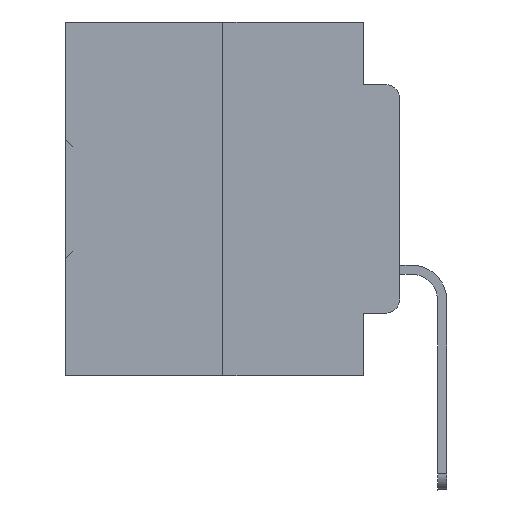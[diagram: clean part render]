
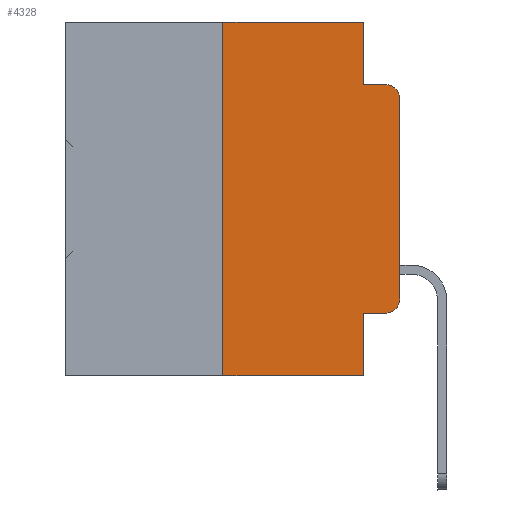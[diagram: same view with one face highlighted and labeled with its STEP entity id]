
A CAD part, left-side view. The second image highlights one B-rep face of the part: STEP entity #4328.
In plain terms, the highlighted planar face has unit normal (-1, 0, 0).
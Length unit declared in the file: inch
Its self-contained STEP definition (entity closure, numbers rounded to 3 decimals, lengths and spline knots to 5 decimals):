
#131 = CARTESIAN_POINT ( 'NONE',  ( 0., 0.02, -0.1085 ) ) ;
#490 = CARTESIAN_POINT ( 'NONE',  ( 0., 0.473, -0.5 ) ) ;
#494 = LINE ( 'NONE', #8866, #19584 ) ;
#1274 = VERTEX_POINT ( 'NONE', #2278 ) ;
#1311 = CARTESIAN_POINT ( 'NONE',  ( 0., 0.051, -0.0885 ) ) ;
#1399 = CARTESIAN_POINT ( 'NONE',  ( 0., 0.051, -0.4115 ) ) ;
#2278 = CARTESIAN_POINT ( 'NONE',  ( 0., 0.051, -0.5 ) ) ;
#2417 = AXIS2_PLACEMENT_3D ( 'NONE', #18313, #20755, #23189 ) ;
#2943 = CARTESIAN_POINT ( 'NONE',  ( 0., 0.051, 0. ) ) ;
#3105 = DIRECTION ( 'NONE',  ( 0., -1., 0. ) ) ;
#3125 = DIRECTION ( 'NONE',  ( 0., 0., -1. ) ) ;
#3278 = DIRECTION ( 'NONE',  ( 0., 0., -1. ) ) ;
#4328 = ADVANCED_FACE ( 'NONE', ( #11611 ), #34368, .F. ) ;
#4432 = VERTEX_POINT ( 'NONE', #15344 ) ;
#4889 = ORIENTED_EDGE ( 'NONE', *, *, #36360, .F. ) ;
#4941 = EDGE_CURVE ( 'NONE', #4432, #27579, #10553, .T. ) ;
#5671 = LINE ( 'NONE', #20242, #27415 ) ;
#6615 = DIRECTION ( 'NONE',  ( 0., -1., 0. ) ) ;
#6638 = CARTESIAN_POINT ( 'NONE',  ( 0., 0.25, 0. ) ) ;
#7151 = VERTEX_POINT ( 'NONE', #22594 ) ;
#7621 = DIRECTION ( 'NONE',  ( 1., 0., 0. ) ) ;
#8314 = LINE ( 'NONE', #490, #8873 ) ;
#8866 = CARTESIAN_POINT ( 'NONE',  ( 0., 0.473, 0. ) ) ;
#8873 = VECTOR ( 'NONE', #3105, 39.37008 ) ;
#8995 = ORIENTED_EDGE ( 'NONE', *, *, #29939, .F. ) ;
#10216 = ORIENTED_EDGE ( 'NONE', *, *, #28162, .T. ) ;
#10516 = DIRECTION ( 'NONE',  ( 0., -1., 0. ) ) ;
#10553 = CIRCLE ( 'NONE', #10583, 0.02 ) ;
#10583 = AXIS2_PLACEMENT_3D ( 'NONE', #131, #31256, #3278 ) ;
#10810 = EDGE_CURVE ( 'NONE', #26262, #15962, #494, .T. ) ;
#10919 = EDGE_CURVE ( 'NONE', #7151, #13695, #18740, .T. ) ;
#11501 = LINE ( 'NONE', #2943, #29625 ) ;
#11611 = FACE_OUTER_BOUND ( 'NONE', #22988, .T. ) ;
#12025 = VECTOR ( 'NONE', #23888, 39.37008 ) ;
#12516 = ORIENTED_EDGE ( 'NONE', *, *, #13701, .F. ) ;
#13695 = VERTEX_POINT ( 'NONE', #34624 ) ;
#13701 = EDGE_CURVE ( 'NONE', #15962, #22956, #11501, .T. ) ;
#13979 = VERTEX_POINT ( 'NONE', #15964 ) ;
#15344 = CARTESIAN_POINT ( 'NONE',  ( 0., 0., -0.1085 ) ) ;
#15683 = CARTESIAN_POINT ( 'NONE',  ( 0., 0.25, -0.5 ) ) ;
#15797 = EDGE_CURVE ( 'NONE', #18189, #1274, #8314, .T. ) ;
#15962 = VERTEX_POINT ( 'NONE', #18369 ) ;
#15964 = CARTESIAN_POINT ( 'NONE',  ( 0., 0., -0.3915 ) ) ;
#16768 = ORIENTED_EDGE ( 'NONE', *, *, #10810, .F. ) ;
#17271 = CARTESIAN_POINT ( 'NONE',  ( 0., 0.02, -0.0885 ) ) ;
#18189 = VERTEX_POINT ( 'NONE', #15683 ) ;
#18287 = AXIS2_PLACEMENT_3D ( 'NONE', #28794, #7621, #22195 ) ;
#18313 = CARTESIAN_POINT ( 'NONE',  ( 0., 0.02, -0.3915 ) ) ;
#18369 = CARTESIAN_POINT ( 'NONE',  ( 0., 0.051, 0. ) ) ;
#18740 = LINE ( 'NONE', #1399, #27343 ) ;
#19184 = CARTESIAN_POINT ( 'NONE',  ( 0., 0.051, -0.0885 ) ) ;
#19584 = VECTOR ( 'NONE', #6615, 39.37008 ) ;
#19692 = DIRECTION ( 'NONE',  ( 0., 0., -1. ) ) ;
#20242 = CARTESIAN_POINT ( 'NONE',  ( 0., 0.051, 0. ) ) ;
#20755 = DIRECTION ( 'NONE',  ( -1., 0., 0. ) ) ;
#20909 = LINE ( 'NONE', #1311, #12025 ) ;
#21789 = VECTOR ( 'NONE', #31353, 39.37008 ) ;
#22195 = DIRECTION ( 'NONE',  ( 0., 0., -1. ) ) ;
#22337 = LINE ( 'NONE', #25149, #28440 ) ;
#22594 = CARTESIAN_POINT ( 'NONE',  ( 0., 0.051, -0.4115 ) ) ;
#22956 = VERTEX_POINT ( 'NONE', #19184 ) ;
#22988 = EDGE_LOOP ( 'NONE', ( #27163, #34350, #8995, #12516, #16768, #4889, #31368, #30661, #29723, #10216 ) ) ;
#23162 = CARTESIAN_POINT ( 'NONE',  ( 0., 0., 0. ) ) ;
#23189 = DIRECTION ( 'NONE',  ( 0., 0., -1. ) ) ;
#23888 = DIRECTION ( 'NONE',  ( 0., -1., 0. ) ) ;
#24412 = DIRECTION ( 'NONE',  ( 0., 0., 1. ) ) ;
#25149 = CARTESIAN_POINT ( 'NONE',  ( 0., 0.25, 0. ) ) ;
#25400 = LINE ( 'NONE', #23162, #21789 ) ;
#26262 = VERTEX_POINT ( 'NONE', #6638 ) ;
#26342 = EDGE_CURVE ( 'NONE', #7151, #1274, #5671, .T. ) ;
#27163 = ORIENTED_EDGE ( 'NONE', *, *, #34712, .T. ) ;
#27343 = VECTOR ( 'NONE', #10516, 39.37008 ) ;
#27415 = VECTOR ( 'NONE', #19692, 39.37008 ) ;
#27579 = VERTEX_POINT ( 'NONE', #17271 ) ;
#28162 = EDGE_CURVE ( 'NONE', #13695, #13979, #34563, .T. ) ;
#28440 = VECTOR ( 'NONE', #24412, 39.37008 ) ;
#28794 = CARTESIAN_POINT ( 'NONE',  ( 0., 0.473, 0. ) ) ;
#29625 = VECTOR ( 'NONE', #3125, 39.37008 ) ;
#29723 = ORIENTED_EDGE ( 'NONE', *, *, #10919, .T. ) ;
#29939 = EDGE_CURVE ( 'NONE', #22956, #27579, #20909, .T. ) ;
#30661 = ORIENTED_EDGE ( 'NONE', *, *, #26342, .F. ) ;
#31256 = DIRECTION ( 'NONE',  ( -1., 0., 0. ) ) ;
#31353 = DIRECTION ( 'NONE',  ( 0., 0., 1. ) ) ;
#31368 = ORIENTED_EDGE ( 'NONE', *, *, #15797, .T. ) ;
#34350 = ORIENTED_EDGE ( 'NONE', *, *, #4941, .T. ) ;
#34368 = PLANE ( 'NONE',  #18287 ) ;
#34563 = CIRCLE ( 'NONE', #2417, 0.02 ) ;
#34624 = CARTESIAN_POINT ( 'NONE',  ( 0., 0.02, -0.4115 ) ) ;
#34712 = EDGE_CURVE ( 'NONE', #13979, #4432, #25400, .T. ) ;
#36360 = EDGE_CURVE ( 'NONE', #18189, #26262, #22337, .T. ) ;
